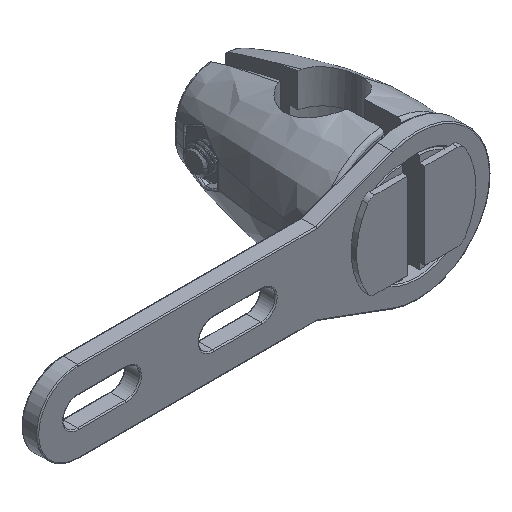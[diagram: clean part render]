
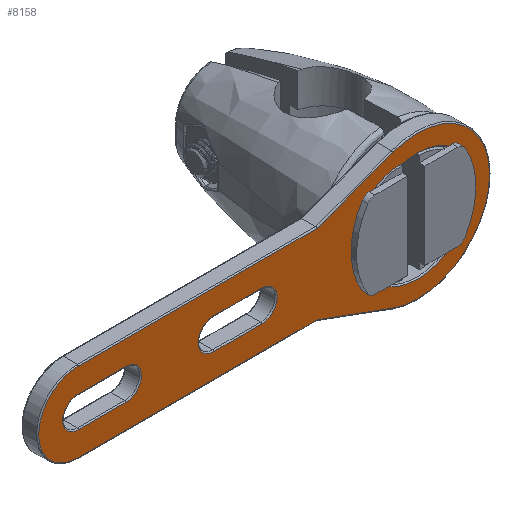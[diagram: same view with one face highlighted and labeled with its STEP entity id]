
A CAD part, isometric view. The second image highlights one B-rep face of the part: STEP entity #8158.
In plain terms, the highlighted planar face has unit normal (0, -1, 0).
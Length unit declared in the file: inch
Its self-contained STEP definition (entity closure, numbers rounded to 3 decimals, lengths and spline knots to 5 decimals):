
#460=DIRECTION('',(-0.939,0.,0.345));
#461=VECTOR('',#460,0.58708);
#462=CARTESIAN_POINT('',(-0.05476,-0.11811,
-0.5167));
#463=LINE('',#462,#461);
#464=CARTESIAN_POINT('',(-2.33957,-0.11811,-0.027));
#465=DIRECTION('',(0.,1.,0.));
#466=DIRECTION('',(0.,0.,-1.));
#467=AXIS2_PLACEMENT_3D('',#464,#465,#466);
#469=DIRECTION('',(0.939,0.,0.345));
#470=VECTOR('',#469,0.58708);
#471=CARTESIAN_POINT('',(-0.60588,-0.11811,
0.2604));
#472=LINE('',#471,#470);
#473=CARTESIAN_POINT('',(0.125,-0.11811,-0.027));
#474=DIRECTION('',(0.,1.,0.));
#475=DIRECTION('',(-0.345,0.,0.939));
#476=AXIS2_PLACEMENT_3D('',#473,#474,#475);
#478=CARTESIAN_POINT('',(-1.35551,-0.11811,-0.027));
#479=DIRECTION('',(0.,-1.,0.));
#480=DIRECTION('',(0.,0.,1.));
#481=AXIS2_PLACEMENT_3D('',#478,#479,#480);
#483=CARTESIAN_POINT('',(-1.00866,-0.11811,-0.027));
#484=DIRECTION('',(0.,-1.,0.));
#485=DIRECTION('',(0.,0.,-1.));
#486=AXIS2_PLACEMENT_3D('',#483,#484,#485);
#488=CARTESIAN_POINT('',(-2.33976,-0.11811,-0.027));
#489=DIRECTION('',(0.,-1.,0.));
#490=DIRECTION('',(0.,0.,1.));
#491=AXIS2_PLACEMENT_3D('',#488,#489,#490);
#493=CARTESIAN_POINT('',(-1.99291,-0.11811,-0.027));
#494=DIRECTION('',(0.,-1.,0.));
#495=DIRECTION('',(0.,0.,-1.));
#496=AXIS2_PLACEMENT_3D('',#493,#494,#495);
#498=CARTESIAN_POINT('',(0.125,-0.11811,-0.027));
#499=DIRECTION('',(0.,-1.,0.));
#500=DIRECTION('',(-0.632,0.,-0.775));
#501=AXIS2_PLACEMENT_3D('',#498,#499,#500);
#503=CARTESIAN_POINT('',(0.125,-0.11811,-0.027));
#504=DIRECTION('',(0.,-1.,0.));
#505=DIRECTION('',(1.,0.,0.));
#506=AXIS2_PLACEMENT_3D('',#503,#504,#505);
#591=DIRECTION('',(0.,0.,1.));
#592=VECTOR('',#591,0.00952);
#593=CARTESIAN_POINT('',(0.,-0.11811,
0.35048));
#594=LINE('',#593,#592);
#663=CARTESIAN_POINT('',(0.,-0.11811,-0.027));
#664=DIRECTION('',(0.,1.,0.));
#665=DIRECTION('',(-0.38,0.,-0.925));
#666=AXIS2_PLACEMENT_3D('',#663,#664,#665);
#710=DIRECTION('',(0.,0.,-1.));
#711=VECTOR('',#710,0.054);
#712=CARTESIAN_POINT('',(-0.333,-0.11811,0.027));
#713=LINE('',#712,#711);
#718=CARTESIAN_POINT('',(0.,-0.11811,0.027));
#719=DIRECTION('',(0.,1.,0.));
#720=DIRECTION('',(-1.,0.,0.));
#721=AXIS2_PLACEMENT_3D('',#718,#719,#720);
#6290=DIRECTION('',(-1.,0.,0.));
#6291=VECTOR('',#6290,1.73368);
#6292=CARTESIAN_POINT('',(-0.60588,-0.11811,
0.2604));
#6293=LINE('',#6292,#6291);
#6317=DIRECTION('',(1.,0.,0.));
#6318=VECTOR('',#6317,1.73368);
#6319=CARTESIAN_POINT('',(-2.33957,-0.11811,
-0.3144));
#6320=LINE('',#6319,#6318);
#6347=DIRECTION('',(1.,0.,0.));
#6348=VECTOR('',#6347,0.34685);
#6349=CARTESIAN_POINT('',(-1.35551,-0.11811,
0.0858));
#6350=LINE('',#6349,#6348);
#6360=DIRECTION('',(-1.,0.,0.));
#6361=VECTOR('',#6360,0.34685);
#6362=CARTESIAN_POINT('',(-1.00866,-0.11811,
-0.1398));
#6363=LINE('',#6362,#6361);
#6383=DIRECTION('',(1.,0.,0.));
#6384=VECTOR('',#6383,0.34685);
#6385=CARTESIAN_POINT('',(-2.33976,-0.11811,
0.0858));
#6386=LINE('',#6385,#6384);
#6411=DIRECTION('',(-1.,0.,0.));
#6412=VECTOR('',#6411,0.34685);
#6413=CARTESIAN_POINT('',(-1.99291,-0.11811,
-0.1398));
#6414=LINE('',#6413,#6412);
#6486=CARTESIAN_POINT('',(-0.05476,-0.11811,
-0.5167));
#6487=CARTESIAN_POINT('',(-0.60588,-0.11811,
-0.3144));
#6488=VERTEX_POINT('',#6486);
#6489=VERTEX_POINT('',#6487);
#6490=CARTESIAN_POINT('',(-0.05476,-0.11811,
0.4627));
#6491=VERTEX_POINT('',#6490);
#6492=CARTESIAN_POINT('',(-0.60588,-0.11811,
0.2604));
#6493=VERTEX_POINT('',#6492);
#6494=CARTESIAN_POINT('',(-2.33957,-0.11811,
0.2604));
#6495=VERTEX_POINT('',#6494);
#6496=CARTESIAN_POINT('',(-2.33957,-0.11811,
-0.3144));
#6497=VERTEX_POINT('',#6496);
#6498=CARTESIAN_POINT('',(-1.35551,-0.11811,
0.0858));
#6499=CARTESIAN_POINT('',(-1.35551,-0.11811,
-0.1398));
#6500=VERTEX_POINT('',#6498);
#6501=VERTEX_POINT('',#6499);
#6502=CARTESIAN_POINT('',(-1.00866,-0.11811,
0.0858));
#6503=VERTEX_POINT('',#6502);
#6504=CARTESIAN_POINT('',(-1.00866,-0.11811,
-0.1398));
#6505=VERTEX_POINT('',#6504);
#6506=CARTESIAN_POINT('',(-2.33976,-0.11811,
0.0858));
#6507=CARTESIAN_POINT('',(-2.33976,-0.11811,
-0.1398));
#6508=VERTEX_POINT('',#6506);
#6509=VERTEX_POINT('',#6507);
#6510=CARTESIAN_POINT('',(-1.99291,-0.11811,
0.0858));
#6511=VERTEX_POINT('',#6510);
#6512=CARTESIAN_POINT('',(-1.99291,-0.11811,
-0.1398));
#6513=VERTEX_POINT('',#6512);
#7292=CARTESIAN_POINT('',(0.,-0.11811,
0.35048));
#7293=CARTESIAN_POINT('',(0.,-0.11811,0.36));
#7294=VERTEX_POINT('',#7292);
#7295=VERTEX_POINT('',#7293);
#7303=CARTESIAN_POINT('',(-0.1264,-0.11811,
-0.33508));
#7304=CARTESIAN_POINT('',(-0.333,-0.11811,-0.027));
#7305=VERTEX_POINT('',#7303);
#7306=VERTEX_POINT('',#7304);
#7310=CARTESIAN_POINT('',(-0.333,-0.11811,0.027));
#7311=VERTEX_POINT('',#7310);
#7322=CARTESIAN_POINT('',(0.52263,-0.11811,-0.027));
#7323=VERTEX_POINT('',#7322);
#8106=CARTESIAN_POINT('',(-0.98977,-0.11811,
-0.027));
#8107=DIRECTION('',(0.,1.,0.));
#8108=DIRECTION('',(-1.,0.,0.));
#8109=AXIS2_PLACEMENT_3D('',#8106,#8107,#8108);
#8110=PLANE('',#8109);
#8112=ORIENTED_EDGE('',*,*,#8111,.T.);
#8114=ORIENTED_EDGE('',*,*,#8113,.F.);
#8116=ORIENTED_EDGE('',*,*,#8115,.T.);
#8118=ORIENTED_EDGE('',*,*,#8117,.F.);
#8120=ORIENTED_EDGE('',*,*,#8119,.T.);
#8122=ORIENTED_EDGE('',*,*,#8121,.T.);
#8123=EDGE_LOOP('',(#8112,#8114,#8116,#8118,#8120,#8122));
#8124=FACE_OUTER_BOUND('',#8123,.F.);
#8126=ORIENTED_EDGE('',*,*,#8125,.T.);
#8128=ORIENTED_EDGE('',*,*,#8127,.F.);
#8129=ORIENTED_EDGE('',*,*,#8096,.T.);
#8131=ORIENTED_EDGE('',*,*,#8130,.F.);
#8132=EDGE_LOOP('',(#8126,#8128,#8129,#8131));
#8133=FACE_BOUND('',#8132,.F.);
#8135=ORIENTED_EDGE('',*,*,#8134,.T.);
#8137=ORIENTED_EDGE('',*,*,#8136,.F.);
#8139=ORIENTED_EDGE('',*,*,#8138,.T.);
#8141=ORIENTED_EDGE('',*,*,#8140,.F.);
#8142=EDGE_LOOP('',(#8135,#8137,#8139,#8141));
#8143=FACE_BOUND('',#8142,.F.);
#8145=ORIENTED_EDGE('',*,*,#8144,.T.);
#8147=ORIENTED_EDGE('',*,*,#8146,.F.);
#8149=ORIENTED_EDGE('',*,*,#8148,.T.);
#8151=ORIENTED_EDGE('',*,*,#8150,.F.);
#8153=ORIENTED_EDGE('',*,*,#8152,.T.);
#8155=ORIENTED_EDGE('',*,*,#8154,.T.);
#8156=EDGE_LOOP('',(#8145,#8147,#8149,#8151,#8153,#8155));
#8157=FACE_BOUND('',#8156,.F.);
#8158=ADVANCED_FACE('',(#8124,#8133,#8143,#8157),#8110,.F.);
#468=CIRCLE('',#467,0.2874);
#477=CIRCLE('',#476,0.52165);
#482=CIRCLE('',#481,0.1128);
#487=CIRCLE('',#486,0.1128);
#492=CIRCLE('',#491,0.1128);
#497=CIRCLE('',#496,0.1128);
#502=CIRCLE('',#501,0.39763);
#507=CIRCLE('',#506,0.39763);
#667=CIRCLE('',#666,0.333);
#722=CIRCLE('',#721,0.333);
#8096=EDGE_CURVE('',#6505,#6503,#487,.T.);
#8111=EDGE_CURVE('',#6488,#6489,#463,.T.);
#8113=EDGE_CURVE('',#6497,#6489,#6320,.T.);
#8115=EDGE_CURVE('',#6497,#6495,#468,.T.);
#8117=EDGE_CURVE('',#6493,#6495,#6293,.T.);
#8119=EDGE_CURVE('',#6493,#6491,#472,.T.);
#8121=EDGE_CURVE('',#6491,#6488,#477,.T.);
#8125=EDGE_CURVE('',#6500,#6501,#482,.T.);
#8127=EDGE_CURVE('',#6505,#6501,#6363,.T.);
#8130=EDGE_CURVE('',#6500,#6503,#6350,.T.);
#8134=EDGE_CURVE('',#6508,#6509,#492,.T.);
#8136=EDGE_CURVE('',#6513,#6509,#6414,.T.);
#8138=EDGE_CURVE('',#6513,#6511,#497,.T.);
#8140=EDGE_CURVE('',#6508,#6511,#6386,.T.);
#8144=EDGE_CURVE('',#7294,#7295,#594,.T.);
#8146=EDGE_CURVE('',#7311,#7295,#722,.T.);
#8148=EDGE_CURVE('',#7311,#7306,#713,.T.);
#8150=EDGE_CURVE('',#7305,#7306,#667,.T.);
#8152=EDGE_CURVE('',#7305,#7323,#502,.T.);
#8154=EDGE_CURVE('',#7323,#7294,#507,.T.);
